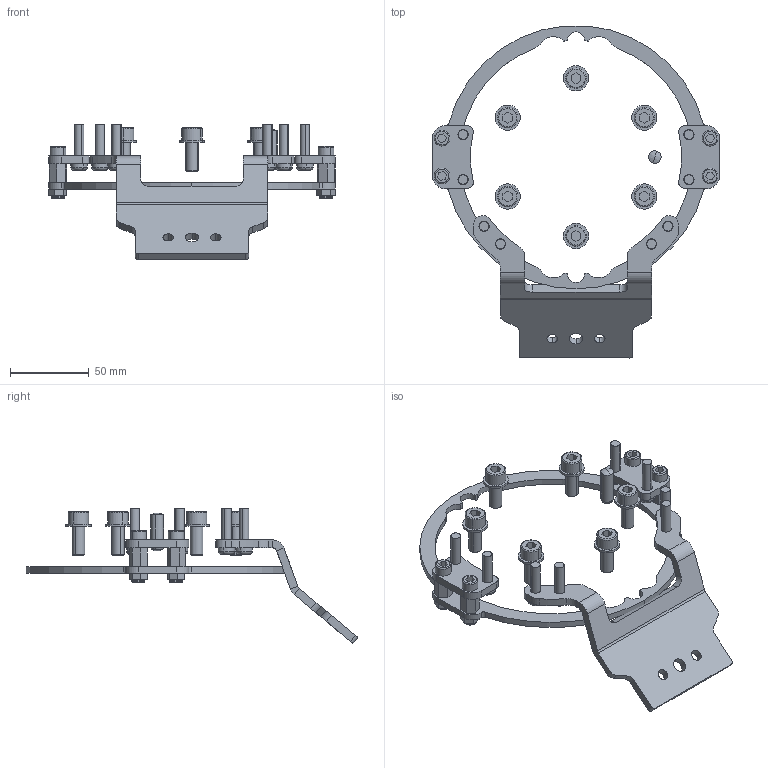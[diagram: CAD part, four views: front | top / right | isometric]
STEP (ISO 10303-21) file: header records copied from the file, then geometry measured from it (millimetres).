
FILE_DESCRIPTION (( 'STEP AP203' ), '1' );
FILE_NAME ('P5202-1.STEP', '2021-03-01T11:30:58', ( '' ), ( '' ), 'SwSTEP 2.0', 'SolidWorks 2019', '' );
FILE_SCHEMA (( 'CONFIG_CONTROL_DESIGN' ));
Length unit declared in the file: millimetre
Products named in the file (1): P5202-1
Bounding box: 182 x 210.46 x 85.78 mm (x, y, z)
Volume: 93150.4 mm3; surface area: 61282.3 mm2
Topology: 37 solids, 37 shells, 744 faces, 1738 edges, 1112 vertices
Faces by surface type: cylinder 364, plane 270, torus 68, cone 38, sphere 4
Entity records: 21569 total; most frequent: DIRECTION 4122, CARTESIAN_POINT 3587, ORIENTED_EDGE 3460, EDGE_CURVE 1730, AXIS2_PLACEMENT_3D 1647, VERTEX_POINT 1112, CIRCLE 902, EDGE_LOOP 856
